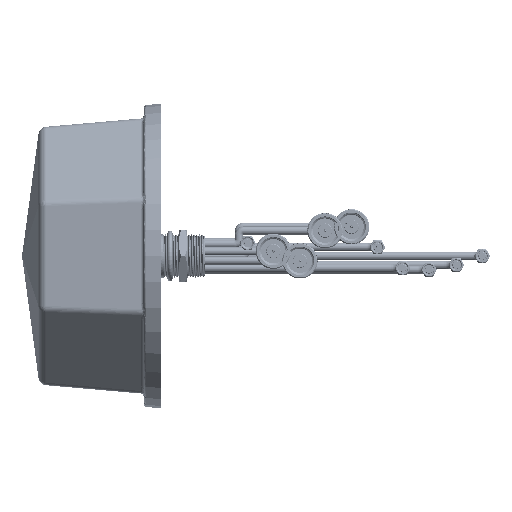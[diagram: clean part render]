
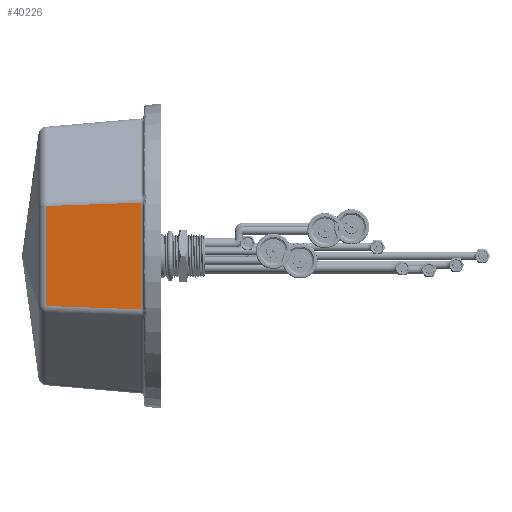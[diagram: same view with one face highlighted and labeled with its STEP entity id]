
A CAD part, left-side view. The second image highlights one B-rep face of the part: STEP entity #40226.
In plain terms, the highlighted planar face has unit normal (-0.996, 0.087, 0).
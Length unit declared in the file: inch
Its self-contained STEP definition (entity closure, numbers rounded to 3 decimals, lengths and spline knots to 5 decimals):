
#692 = VERTEX_POINT ( 'NONE', #58838 ) ;
#6035 = VERTEX_POINT ( 'NONE', #35380 ) ;
#6944 = B_SPLINE_CURVE_WITH_KNOTS ( 'NONE', 3,
 ( #113222, #125757, #71867, #115305 ),
 .UNSPECIFIED., .F., .F.,
 ( 4, 4 ),
 ( 0., 1. ),
 .UNSPECIFIED. ) ;
#9181 = CARTESIAN_POINT ( 'NONE',  ( -3.14961, 0., 1.5748 ) ) ;
#9204 = CARTESIAN_POINT ( 'NONE',  ( -3.11002, 0.45504, 1.20698 ) ) ;
#10182 = CARTESIAN_POINT ( 'NONE',  ( -3.1092, 0.46441, 1.11084 ) ) ;
#10457 = ORIENTED_EDGE ( 'NONE', *, *, #110280, .F. ) ;
#16612 = CARTESIAN_POINT ( 'NONE',  ( -2.92351, 2.59901, -1.12972 ) ) ;
#17988 = DIRECTION ( 'NONE',  ( 0., 0., 1. ) ) ;
#19276 = CARTESIAN_POINT ( 'NONE',  ( -3.10973, 0.4584, -1.18496 ) ) ;
#20489 = EDGE_LOOP ( 'NONE', ( #93144, #64016, #84053, #52432, #46604, #10457 ) ) ;
#20912 = CARTESIAN_POINT ( 'NONE',  ( -3.11002, 0.45504, -1.20698 ) ) ;
#21353 = CARTESIAN_POINT ( 'NONE',  ( -3.10939, 0.46234, 1.1421 ) ) ;
#31823 = CARTESIAN_POINT ( 'NONE',  ( -3.10932, 0.46311, 1.13104 ) ) ;
#33904 = CARTESIAN_POINT ( 'NONE',  ( -3.10955, 0.46039, 1.16441 ) ) ;
#35380 = CARTESIAN_POINT ( 'NONE',  ( -2.92351, 2.59901, 1.12972 ) ) ;
#36804 = CARTESIAN_POINT ( 'NONE',  ( -3.1093, 0.46329, -1.12834 ) ) ;
#38007 = EDGE_CURVE ( 'NONE', #120910, #6035, #111844, .T. ) ;
#40226 = ADVANCED_FACE ( 'NONE', ( #93133 ), #72182, .F. ) ;
#41664 = EDGE_CURVE ( 'NONE', #45603, #6035, #6944, .T. ) ;
#42335 = CARTESIAN_POINT ( 'NONE',  ( -3.10942, 0.46192, 1.14737 ) ) ;
#45133 = VERTEX_POINT ( 'NONE', #57083 ) ;
#45603 = VERTEX_POINT ( 'NONE', #9204 ) ;
#45958 = CARTESIAN_POINT ( 'NONE',  ( -3.10921, 0.46434, -1.10925 ) ) ;
#46604 = ORIENTED_EDGE ( 'NONE', *, *, #71596, .F. ) ;
#46641 = CARTESIAN_POINT ( 'NONE',  ( -3.1091, 0.46562, -1.06804 ) ) ;
#51191 = DIRECTION ( 'NONE',  ( 0., 0., -1. ) ) ;
#52432 = ORIENTED_EDGE ( 'NONE', *, *, #78072, .F. ) ;
#52580 = DIRECTION ( 'NONE',  ( 0.996, -0.087, 0. ) ) ;
#53600 = CARTESIAN_POINT ( 'NONE',  ( -3.10931, 0.46316, 1.13036 ) ) ;
#56158 = LINE ( 'NONE', #100168, #58497 ) ;
#57083 = CARTESIAN_POINT ( 'NONE',  ( -3.1091, 0.46562, 1.05094 ) ) ;
#58497 = VECTOR ( 'NONE', #131037, 39.37008 ) ;
#58838 = CARTESIAN_POINT ( 'NONE',  ( -3.1091, 0.46562, -1.05094 ) ) ;
#59964 = CARTESIAN_POINT ( 'NONE',  ( -3.10931, 0.46317, -1.13019 ) ) ;
#64016 = ORIENTED_EDGE ( 'NONE', *, *, #38007, .F. ) ;
#64087 = CARTESIAN_POINT ( 'NONE',  ( -3.10931, 0.46319, 1.1299 ) ) ;
#65242 = VERTEX_POINT ( 'NONE', #20912 ) ;
#69045 = CARTESIAN_POINT ( 'NONE',  ( -3.10931, 0.46319, -1.12983 ) ) ;
#71596 = EDGE_CURVE ( 'NONE', #45133, #692, #56158, .T. ) ;
#71867 = CARTESIAN_POINT ( 'NONE',  ( -2.98568, 1.88435, 1.15548 ) ) ;
#72182 = PLANE ( 'NONE',  #123613 ) ;
#73467 = EDGE_CURVE ( 'NONE', #120910, #65242, #86279, .T. ) ;
#73850 = CARTESIAN_POINT ( 'NONE',  ( -3.10931, 0.46321, 1.12958 ) ) ;
#78072 = EDGE_CURVE ( 'NONE', #692, #65242, #115907, .T. ) ;
#84053 = ORIENTED_EDGE ( 'NONE', *, *, #73467, .T. ) ;
#86279 = LINE ( 'NONE', #97444, #127805 ) ;
#86952 = DIRECTION ( 'NONE',  ( -0.087, -0.996, -0.036 ) ) ;
#88662 = CARTESIAN_POINT ( 'NONE',  ( -3.10927, 0.46369, -1.12179 ) ) ;
#89322 = CARTESIAN_POINT ( 'NONE',  ( -3.10919, 0.46461, -1.10311 ) ) ;
#90024 = CARTESIAN_POINT ( 'NONE',  ( -3.10925, 0.46391, -1.11773 ) ) ;
#93133 = FACE_OUTER_BOUND ( 'NONE', #20489, .T. ) ;
#93144 = ORIENTED_EDGE ( 'NONE', *, *, #41664, .T. ) ;
#95496 = CARTESIAN_POINT ( 'NONE',  ( -3.11002, 0.45504, 1.20698 ) ) ;
#97444 = CARTESIAN_POINT ( 'NONE',  ( -2.92351, 2.59901, -1.12972 ) ) ;
#99172 = CARTESIAN_POINT ( 'NONE',  ( -3.10913, 0.4653, -1.08323 ) ) ;
#99853 = CARTESIAN_POINT ( 'NONE',  ( -3.10929, 0.46342, -1.12621 ) ) ;
#100168 = CARTESIAN_POINT ( 'NONE',  ( -3.1091, 0.46562, 1.05094 ) ) ;
#105388 = CARTESIAN_POINT ( 'NONE',  ( -3.10987, 0.45674, 1.19584 ) ) ;
#106080 = CARTESIAN_POINT ( 'NONE',  ( -3.10974, 0.45831, 1.1838 ) ) ;
#108118 = B_SPLINE_CURVE_WITH_KNOTS ( 'NONE', 3,
 ( #95496, #105388, #106080, #33904, #129834, #42335, #21353, #119355, #108148, #31823, #53600, #64087, #73850, #10182, #127066, #129143 ),
 .UNSPECIFIED., .F., .F.,
 ( 4, 2, 2, 1, 1, 1, 1, 2, 2, 4 ),
 ( 0., 0.25, 0.375, 0.4375, 0.46875, 0.48438, 0.49219, 0.49609, 0.5, 1. ),
 .UNSPECIFIED. ) ;
#108148 = CARTESIAN_POINT ( 'NONE',  ( -3.10933, 0.46301, 1.13264 ) ) ;
#110280 = EDGE_CURVE ( 'NONE', #45603, #45133, #108118, .T. ) ;
#111844 = LINE ( 'NONE', #16612, #125534 ) ;
#113222 = CARTESIAN_POINT ( 'NONE',  ( -3.11002, 0.45504, 1.20698 ) ) ;
#114244 = CARTESIAN_POINT ( 'NONE',  ( -2.92351, 2.59901, -1.12972 ) ) ;
#114545 = CARTESIAN_POINT ( 'NONE',  ( -3.10931, 0.46317, -1.13013 ) ) ;
#115305 = CARTESIAN_POINT ( 'NONE',  ( -2.92351, 2.59901, 1.12972 ) ) ;
#115907 = B_SPLINE_CURVE_WITH_KNOTS ( 'NONE', 3,
 ( #132757, #46641, #99172, #89322, #45958, #90024, #88662, #99853, #36804, #122258, #69045, #114545, #59964, #134838, #19276, #135506 ),
 .UNSPECIFIED., .F., .F.,
 ( 4, 2, 2, 1, 1, 1, 1, 2, 2, 4 ),
 ( 0., 0.25, 0.375, 0.4375, 0.46875, 0.48438, 0.49219, 0.49609, 0.5, 1. ),
 .UNSPECIFIED. ) ;
#119355 = CARTESIAN_POINT ( 'NONE',  ( -3.10935, 0.46279, 1.13582 ) ) ;
#120910 = VERTEX_POINT ( 'NONE', #114244 ) ;
#122258 = CARTESIAN_POINT ( 'NONE',  ( -3.10931, 0.46322, -1.12939 ) ) ;
#123613 = AXIS2_PLACEMENT_3D ( 'NONE', #9181, #52580, #51191 ) ;
#125534 = VECTOR ( 'NONE', #17988, 39.37008 ) ;
#125757 = CARTESIAN_POINT ( 'NONE',  ( -3.04785, 1.1697, 1.18123 ) ) ;
#127066 = CARTESIAN_POINT ( 'NONE',  ( -3.1091, 0.46562, 1.08465 ) ) ;
#127805 = VECTOR ( 'NONE', #86952, 39.37008 ) ;
#129143 = CARTESIAN_POINT ( 'NONE',  ( -3.1091, 0.46562, 1.05094 ) ) ;
#129834 = CARTESIAN_POINT ( 'NONE',  ( -3.1095, 0.46103, 1.15773 ) ) ;
#131037 = DIRECTION ( 'NONE',  ( 0., 0., -1. ) ) ;
#132757 = CARTESIAN_POINT ( 'NONE',  ( -3.1091, 0.46562, -1.05094 ) ) ;
#134838 = CARTESIAN_POINT ( 'NONE',  ( -3.10948, 0.46127, -1.15942 ) ) ;
#135506 = CARTESIAN_POINT ( 'NONE',  ( -3.11002, 0.45504, -1.20698 ) ) ;
